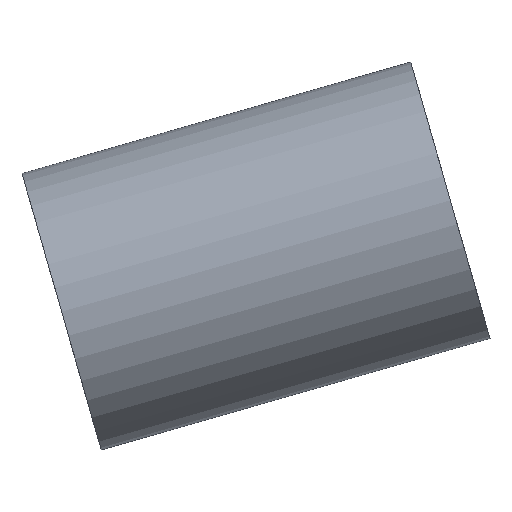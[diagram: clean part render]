
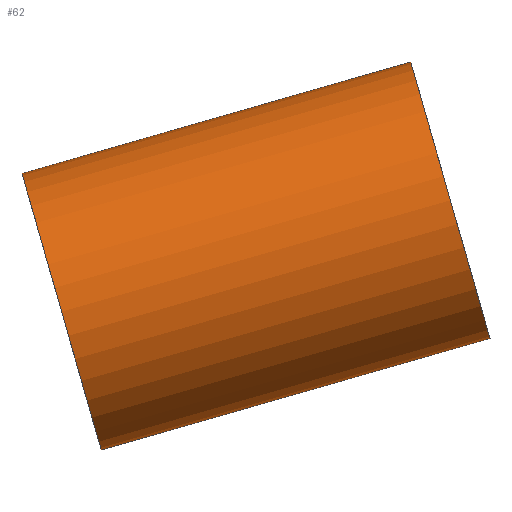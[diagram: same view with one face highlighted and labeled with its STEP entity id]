
A CAD part, front view. The second image highlights one B-rep face of the part: STEP entity #62.
In plain terms, the highlighted cylindrical face has radius 16 mm (diameter 32 mm), a partial arc.
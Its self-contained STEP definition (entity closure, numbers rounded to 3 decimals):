
#1 = VERTEX_POINT ( 'NONE', #224 ) ;
#7 = AXIS2_PLACEMENT_3D ( 'NONE', #205, #94, #273 ) ;
#13 = CARTESIAN_POINT ( 'NONE',  ( 176.632, 0., -360.106 ) ) ;
#19 = EDGE_CURVE ( 'NONE', #1, #77, #291, .T. ) ;
#21 = ORIENTED_EDGE ( 'NONE', *, *, #189, .T. ) ;
#31 = CARTESIAN_POINT ( 'NONE',  ( 128.965, 0., -357.13 ) ) ;
#34 = DIRECTION ( 'NONE',  ( -0.961, 0., -0.276 ) ) ;
#42 = CARTESIAN_POINT ( 'NONE',  ( 137.785, 0., -387.89 ) ) ;
#47 = VERTEX_POINT ( 'NONE', #31 ) ;
#56 = EDGE_CURVE ( 'NONE', #146, #1, #198, .T. ) ;
#61 = DIRECTION ( 'NONE',  ( -0.961, 0., -0.276 ) ) ;
#62 = ADVANCED_FACE ( 'NONE', ( #260 ), #279, .T. ) ;
#77 = VERTEX_POINT ( 'NONE', #42 ) ;
#87 = CIRCLE ( 'NONE', #7, 16. ) ;
#89 = DIRECTION ( 'NONE',  ( 0.961, 0., 0.276 ) ) ;
#94 = DIRECTION ( 'NONE',  ( 0.961, 0., 0.276 ) ) ;
#100 = ORIENTED_EDGE ( 'NONE', *, *, #56, .F. ) ;
#104 = ORIENTED_EDGE ( 'NONE', *, *, #230, .T. ) ;
#109 = DIRECTION ( 'NONE',  ( 0.276, 0., -0.961 ) ) ;
#113 = CARTESIAN_POINT ( 'NONE',  ( 172.222, 0., -344.726 ) ) ;
#119 = AXIS2_PLACEMENT_3D ( 'NONE', #186, #34, #162 ) ;
#146 = VERTEX_POINT ( 'NONE', #113 ) ;
#162 = DIRECTION ( 'NONE',  ( -0.276, 0., 0.961 ) ) ;
#173 = DIRECTION ( 'NONE',  ( -0.961, 0., -0.276 ) ) ;
#186 = CARTESIAN_POINT ( 'NONE',  ( 176.632, 0., -360.106 ) ) ;
#189 = EDGE_CURVE ( 'NONE', #47, #77, #87, .T. ) ;
#191 = VECTOR ( 'NONE', #61, 1000. ) ;
#198 = CIRCLE ( 'NONE', #308, 16. ) ;
#205 = CARTESIAN_POINT ( 'NONE',  ( 133.375, 0., -372.51 ) ) ;
#208 = VECTOR ( 'NONE', #173, 1000. ) ;
#224 = CARTESIAN_POINT ( 'NONE',  ( 181.042, 0., -375.486 ) ) ;
#230 = EDGE_CURVE ( 'NONE', #146, #47, #287, .T. ) ;
#260 = FACE_OUTER_BOUND ( 'NONE', #265, .T. ) ;
#265 = EDGE_LOOP ( 'NONE', ( #307, #100, #104, #21 ) ) ;
#271 = CARTESIAN_POINT ( 'NONE',  ( 181.042, 0., -375.486 ) ) ;
#273 = DIRECTION ( 'NONE',  ( 0.276, 0., -0.961 ) ) ;
#279 = CYLINDRICAL_SURFACE ( 'NONE', #119, 16. ) ;
#280 = CARTESIAN_POINT ( 'NONE',  ( 172.222, 0., -344.726 ) ) ;
#287 = LINE ( 'NONE', #280, #208 ) ;
#291 = LINE ( 'NONE', #271, #191 ) ;
#307 = ORIENTED_EDGE ( 'NONE', *, *, #19, .F. ) ;
#308 = AXIS2_PLACEMENT_3D ( 'NONE', #13, #89, #109 ) ;
